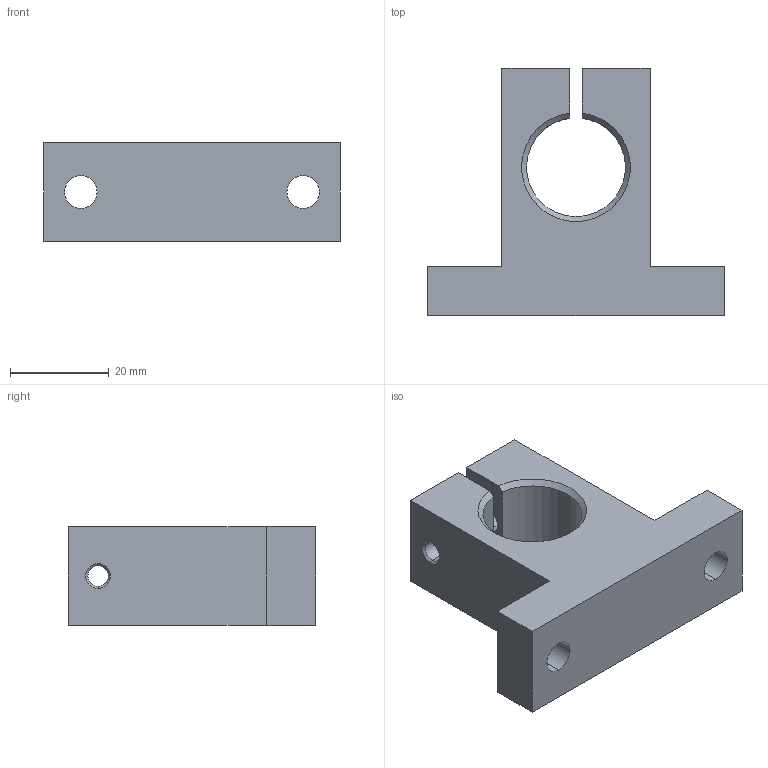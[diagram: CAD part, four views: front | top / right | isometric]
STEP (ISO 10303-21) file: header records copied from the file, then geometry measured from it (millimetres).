
FILE_DESCRIPTION (( 'STEP AP214' ), '1' );
FILE_NAME ('SHAT2030_5.STEP', '2024-10-09T10:45:44', ( '' ), ( '' ), 'SwSTEP 2.0', 'SolidWorks 2024', '' );
FILE_SCHEMA (( 'AUTOMOTIVE_DESIGN' ));
Length unit declared in the file: millimetre
Products named in the file (1): SHAT2030_5
Bounding box: 60 x 50 x 20 mm (x, y, z)
Volume: 27695.8 mm3; surface area: 9493.8 mm2
Topology: 1 solids, 1 shells, 31 faces, 80 edges, 52 vertices
Faces by surface type: plane 14, cylinder 11, cone 6
Entity records: 993 total; most frequent: CARTESIAN_POINT 176, DIRECTION 168, ORIENTED_EDGE 160, EDGE_CURVE 80, AXIS2_PLACEMENT_3D 60, VERTEX_POINT 52, VECTOR 48, LINE 48
